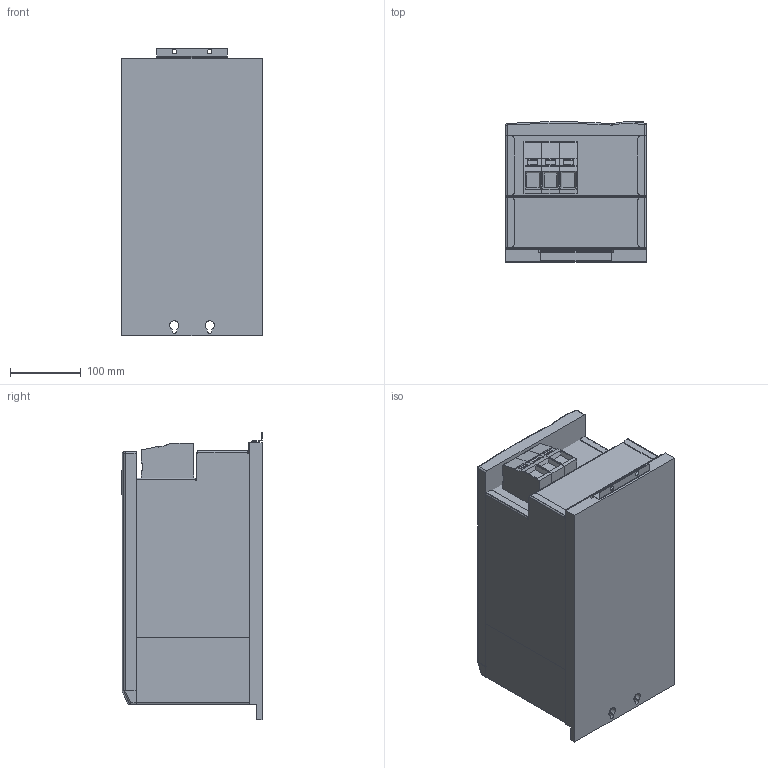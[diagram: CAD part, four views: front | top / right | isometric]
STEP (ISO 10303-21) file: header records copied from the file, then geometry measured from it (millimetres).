
FILE_DESCRIPTION (( 'STEP AP214' ), '1' );
FILE_NAME ('E0H6000-AD00.STEP', '2010-12-10T09:09:56', ( 'KEB' ), ( 'Karl E. Brinkmann GmbH' ), 'SwSTEP 2.0', 'SolidWorks 2007', '' );
FILE_SCHEMA (( 'AUTOMOTIVE_DESIGN' ));
Length unit declared in the file: millimetre
Products named in the file (1): E0H6000-AD00
Bounding box: 199 x 198.1 x 407 mm (x, y, z)
Volume: 3230989.1 mm3; surface area: 820943.3 mm2
Topology: 23 solids, 23 shells, 1168 faces, 3040 edges, 1964 vertices
Faces by surface type: plane 812, cylinder 277, cone 27, bspline 26, torus 20, sphere 6
Entity records: 49547 total; most frequent: CARTESIAN_POINT 8355, ORIENTED_EDGE 6064, DIRECTION 5435, EDGE_CURVE 3032, VECTOR 2147, LINE 2147, VERTEX_POINT 1964, AXIS2_PLACEMENT_3D 1644
